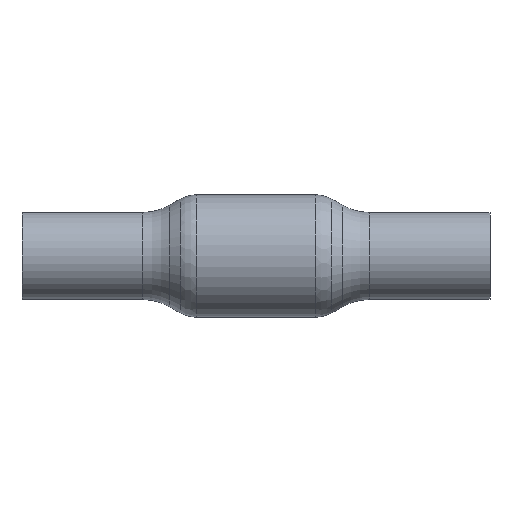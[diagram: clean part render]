
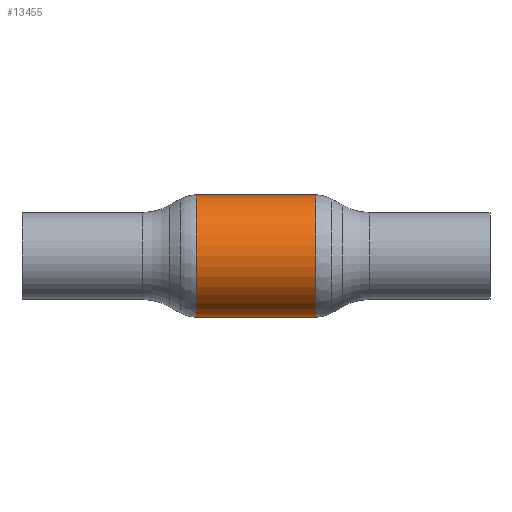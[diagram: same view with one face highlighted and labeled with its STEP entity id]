
A CAD part, front view. The second image highlights one B-rep face of the part: STEP entity #13455.
In plain terms, the highlighted cylindrical face has radius 34 mm (diameter 68 mm), a partial arc.
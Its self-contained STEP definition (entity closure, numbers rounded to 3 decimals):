
#52 = EDGE_CURVE ( 'NONE', #14521, #53169, #29710, .T. ) ;
#1635 = VECTOR ( 'NONE', #4206, 1000. ) ;
#3417 = ORIENTED_EDGE ( 'NONE', *, *, #47842, .F. ) ;
#4206 = DIRECTION ( 'NONE',  ( -1., 0., 0. ) ) ;
#4816 = DIRECTION ( 'NONE',  ( -1., 0., 0. ) ) ;
#6732 = AXIS2_PLACEMENT_3D ( 'NONE', #31134, #48836, #58459 ) ;
#8498 = CARTESIAN_POINT ( 'NONE',  ( -33.177, 0., -34. ) ) ;
#9041 = CARTESIAN_POINT ( 'NONE',  ( -62.69, 0., 0. ) ) ;
#10236 = DIRECTION ( 'NONE',  ( 0., 0., 1. ) ) ;
#11904 = ORIENTED_EDGE ( 'NONE', *, *, #58159, .T. ) ;
#13455 = ADVANCED_FACE ( 'NONE', ( #36612 ), #35876, .T. ) ;
#14521 = VERTEX_POINT ( 'NONE', #45793 ) ;
#14698 = AXIS2_PLACEMENT_3D ( 'NONE', #24246, #46786, #51984 ) ;
#17069 = VERTEX_POINT ( 'NONE', #47147 ) ;
#18692 = CIRCLE ( 'NONE', #14698, 34. ) ;
#21386 = ORIENTED_EDGE ( 'NONE', *, *, #52, .F. ) ;
#23429 = EDGE_CURVE ( 'NONE', #14521, #17069, #57609, .T. ) ;
#24246 = CARTESIAN_POINT ( 'NONE',  ( -33.177, 0., 0. ) ) ;
#29710 = LINE ( 'NONE', #58848, #1635 ) ;
#31134 = CARTESIAN_POINT ( 'NONE',  ( 33.177, 0., 0. ) ) ;
#33045 = CARTESIAN_POINT ( 'NONE',  ( -62.69, 0., 34. ) ) ;
#35876 = CYLINDRICAL_SURFACE ( 'NONE', #53945, 34. ) ;
#36612 = FACE_OUTER_BOUND ( 'NONE', #50990, .T. ) ;
#37488 = VECTOR ( 'NONE', #41714, 1000. ) ;
#41714 = DIRECTION ( 'NONE',  ( -1., 0., 0. ) ) ;
#42558 = CARTESIAN_POINT ( 'NONE',  ( -33.177, 0., 34. ) ) ;
#45793 = CARTESIAN_POINT ( 'NONE',  ( 33.177, 0., -34. ) ) ;
#46461 = ORIENTED_EDGE ( 'NONE', *, *, #23429, .T. ) ;
#46786 = DIRECTION ( 'NONE',  ( -1., 0., 0. ) ) ;
#47147 = CARTESIAN_POINT ( 'NONE',  ( 33.177, 0., 34. ) ) ;
#47842 = EDGE_CURVE ( 'NONE', #53169, #48633, #18692, .T. ) ;
#48633 = VERTEX_POINT ( 'NONE', #42558 ) ;
#48836 = DIRECTION ( 'NONE',  ( -1., 0., 0. ) ) ;
#49005 = LINE ( 'NONE', #33045, #37488 ) ;
#50990 = EDGE_LOOP ( 'NONE', ( #21386, #46461, #11904, #3417 ) ) ;
#51984 = DIRECTION ( 'NONE',  ( 0., 0., 1. ) ) ;
#53169 = VERTEX_POINT ( 'NONE', #8498 ) ;
#53945 = AXIS2_PLACEMENT_3D ( 'NONE', #9041, #4816, #10236 ) ;
#57609 = CIRCLE ( 'NONE', #6732, 34. ) ;
#58159 = EDGE_CURVE ( 'NONE', #17069, #48633, #49005, .T. ) ;
#58459 = DIRECTION ( 'NONE',  ( 0., 0., 1. ) ) ;
#58848 = CARTESIAN_POINT ( 'NONE',  ( -62.69, 0., -34. ) ) ;
